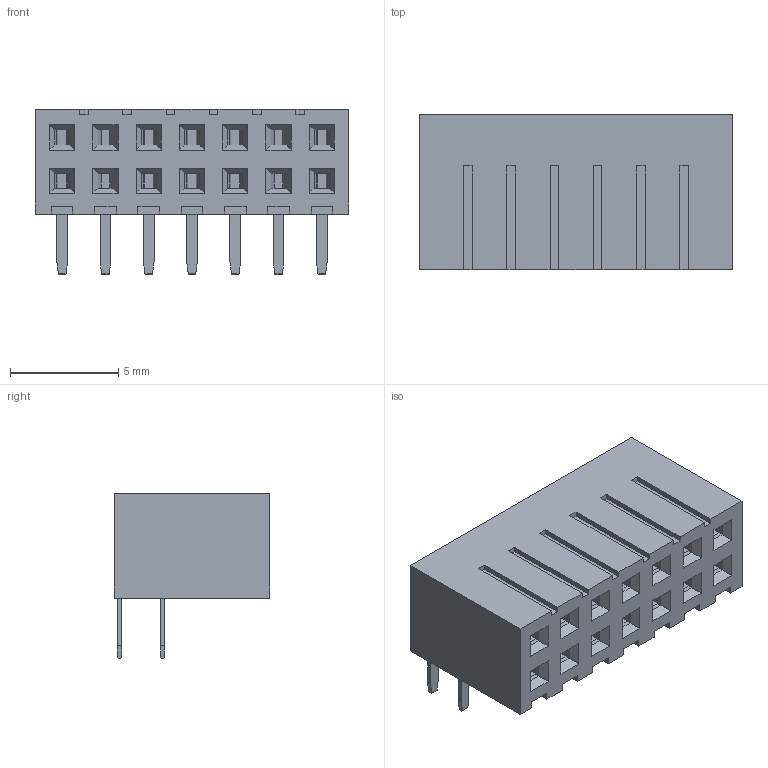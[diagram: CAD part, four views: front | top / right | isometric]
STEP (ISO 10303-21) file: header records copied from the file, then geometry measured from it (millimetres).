
FILE_DESCRIPTION( ('This file contains a STEP AP42 implementation' ,'as created by ZW3D STEP Interface translator.') ,'2;1' );
FILE_NAME( '2272-2XXRXXCUNX1.stp' ,'23 418.1150 6', (''), ('ZWCAD Software Co.'), 'Version 1.0', 'ZW3D to STEP translator', '' );
FILE_SCHEMA(('AUTOMOTIVE_DESIGN { 1 0 10303 214 1 1 1 1 }'));
Length unit declared in the file: millimetre
Products named in the file (2): 0; 2272-215RG0CUNT1
Bounding box: 14.5 x 7.2 x 7.64 mm (x, y, z)
Volume: 392.7 mm3; surface area: 1102.7 mm2
Topology: 1 solids, 1 shells, 1470 faces, 4310 edges, 2828 vertices
Faces by surface type: plane 980, cylinder 294, bspline 196
Entity records: 52086 total; most frequent: CARTESIAN_POINT 11227, ORIENTED_EDGE 8830, DIRECTION 7635, EDGE_CURVE 4310, VECTOR 3143, LINE 3143, VERTEX_POINT 2828, AXIS2_PLACEMENT_3D 2246
